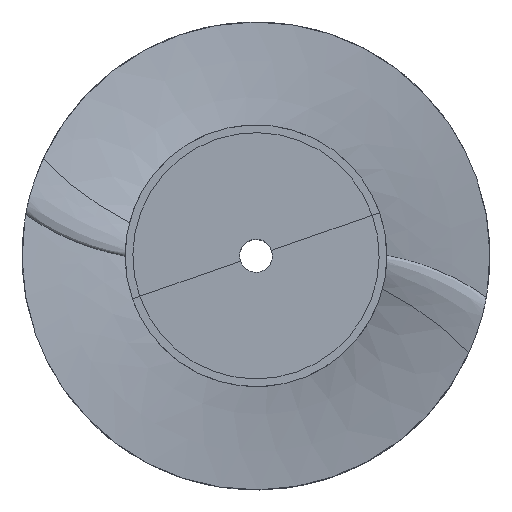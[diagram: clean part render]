
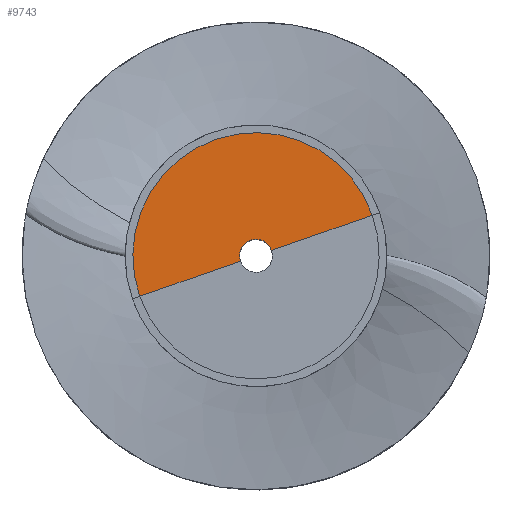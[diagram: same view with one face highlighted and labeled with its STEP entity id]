
A CAD part, top view. The second image highlights one B-rep face of the part: STEP entity #9743.
In plain terms, the highlighted face is a revolution surface.
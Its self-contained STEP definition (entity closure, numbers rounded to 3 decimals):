
#9697 = VERTEX_POINT('',#9698);
#9698 = CARTESIAN_POINT('',(-0.944,-0.329,0.));
#9703 = EDGE_CURVE('',#9704,#9697,#9706,.T.);
#9704 = VERTEX_POINT('',#9705);
#9705 = CARTESIAN_POINT('',(0.944,0.329,0.));
#9706 = CIRCLE('',#9707,1.);
#9707 = AXIS2_PLACEMENT_3D('',#9708,#9709,#9710);
#9708 = CARTESIAN_POINT('',(0.,0.,0.));
#9709 = DIRECTION('',(0.,0.,1.));
#9710 = DIRECTION('',(-0.944,-0.329,0.));
#9743 = ADVANCED_FACE('[Impeller_2] Material domain SolidHub',(#9744),
  #9768,.F.);
#9744 = FACE_BOUND('',#9745,.F.);
#9745 = EDGE_LOOP('',(#9746,#9747,#9754,#9763));
#9746 = ORIENTED_EDGE('',*,*,#9703,.T.);
#9747 = ORIENTED_EDGE('',*,*,#9748,.T.);
#9748 = EDGE_CURVE('',#9697,#9749,#9751,.T.);
#9749 = VERTEX_POINT('',#9750);
#9750 = CARTESIAN_POINT('',(-7.053,-2.46,0.));
#9751 = B_SPLINE_CURVE_WITH_KNOTS('',1,(#9752,#9753),.UNSPECIFIED.,.F.,
  .F.,(2,2),(0.,1.),.PIECEWISE_BEZIER_KNOTS.);
#9752 = CARTESIAN_POINT('',(-0.944,-0.329,0.));
#9753 = CARTESIAN_POINT('',(-7.053,-2.46,0.));
#9754 = ORIENTED_EDGE('',*,*,#9755,.F.);
#9755 = EDGE_CURVE('',#9756,#9749,#9758,.T.);
#9756 = VERTEX_POINT('',#9757);
#9757 = CARTESIAN_POINT('',(7.053,2.46,0.));
#9758 = CIRCLE('',#9759,7.47);
#9759 = AXIS2_PLACEMENT_3D('',#9760,#9761,#9762);
#9760 = CARTESIAN_POINT('',(0.,0.,0.));
#9761 = DIRECTION('',(0.,0.,1.));
#9762 = DIRECTION('',(-0.944,-0.329,0.));
#9763 = ORIENTED_EDGE('',*,*,#9764,.F.);
#9764 = EDGE_CURVE('',#9704,#9756,#9765,.T.);
#9765 = B_SPLINE_CURVE_WITH_KNOTS('',1,(#9766,#9767),.UNSPECIFIED.,.F.,
  .F.,(2,2),(0.,1.),.PIECEWISE_BEZIER_KNOTS.);
#9766 = CARTESIAN_POINT('',(0.944,0.329,0.));
#9767 = CARTESIAN_POINT('',(7.053,2.46,0.));
#9768 = SURFACE_OF_REVOLUTION('',#9769,#9772);
#9769 = B_SPLINE_CURVE_WITH_KNOTS('',1,(#9770,#9771),.UNSPECIFIED.,.F.,
  .F.,(2,2),(0.,1.),.PIECEWISE_BEZIER_KNOTS.);
#9770 = CARTESIAN_POINT('',(-0.944,-0.329,0.));
#9771 = CARTESIAN_POINT('',(-7.053,-2.46,0.));
#9772 = AXIS1_PLACEMENT('',#9773,#9774);
#9773 = CARTESIAN_POINT('',(0.,0.,0.));
#9774 = DIRECTION('',(0.,0.,1.));
